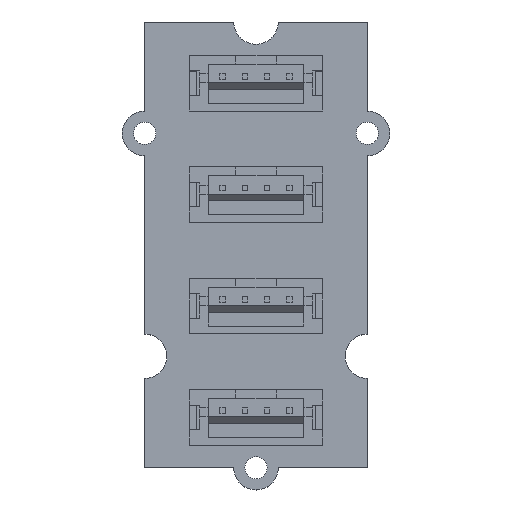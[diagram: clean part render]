
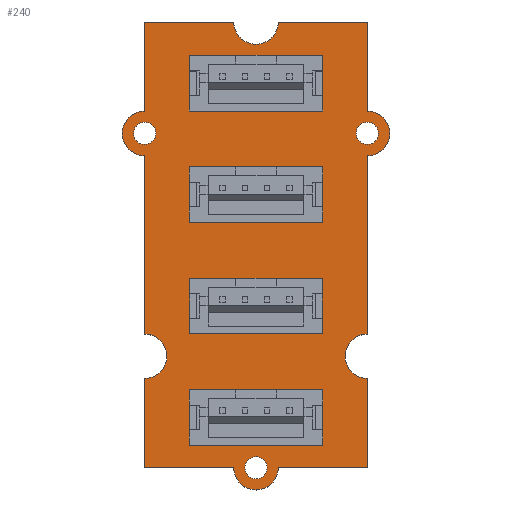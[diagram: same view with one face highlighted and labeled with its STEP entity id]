
A CAD part, top view. The second image highlights one B-rep face of the part: STEP entity #240.
In plain terms, the highlighted planar face has unit normal (0, 0, 1).
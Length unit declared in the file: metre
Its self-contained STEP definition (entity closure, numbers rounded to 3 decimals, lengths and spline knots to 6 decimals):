
#240 = ADVANCED_FACE( '', ( #525, #526, #527, #528 ), #529, .T. );
#525 = FACE_BOUND( '', #881, .T. );
#526 = FACE_BOUND( '', #882, .T. );
#527 = FACE_BOUND( '', #883, .T. );
#528 = FACE_OUTER_BOUND( '', #884, .T. );
#529 = PLANE( '', #885 );
#881 = EDGE_LOOP( '', ( #1332 ) );
#882 = EDGE_LOOP( '', ( #1333 ) );
#883 = EDGE_LOOP( '', ( #1334 ) );
#884 = EDGE_LOOP( '', ( #1335, #1336, #1337, #1338, #1339, #1340, #1341, #1342, #1343, #1344, #1345, #1346, #1347, #1348, #1349, #1350 ) );
#885 = AXIS2_PLACEMENT_3D( '', #1351, #1352, #1353 );
#1332 = ORIENTED_EDGE( '', *, *, #2236, .T. );
#1333 = ORIENTED_EDGE( '', *, *, #2237, .T. );
#1334 = ORIENTED_EDGE( '', *, *, #2238, .T. );
#1335 = ORIENTED_EDGE( '', *, *, #2239, .F. );
#1336 = ORIENTED_EDGE( '', *, *, #2196, .T. );
#1337 = ORIENTED_EDGE( '', *, *, #2240, .F. );
#1338 = ORIENTED_EDGE( '', *, *, #2241, .T. );
#1339 = ORIENTED_EDGE( '', *, *, #2242, .F. );
#1340 = ORIENTED_EDGE( '', *, *, #2139, .T. );
#1341 = ORIENTED_EDGE( '', *, *, #2243, .T. );
#1342 = ORIENTED_EDGE( '', *, *, #2244, .T. );
#1343 = ORIENTED_EDGE( '', *, *, #2245, .T. );
#1344 = ORIENTED_EDGE( '', *, *, #2246, .F. );
#1345 = ORIENTED_EDGE( '', *, *, #2247, .T. );
#1346 = ORIENTED_EDGE( '', *, *, #2248, .T. );
#1347 = ORIENTED_EDGE( '', *, *, #2249, .T. );
#1348 = ORIENTED_EDGE( '', *, *, #2250, .F. );
#1349 = ORIENTED_EDGE( '', *, *, #2251, .T. );
#1350 = ORIENTED_EDGE( '', *, *, #2134, .F. );
#1351 = CARTESIAN_POINT( '', ( 0., 0., 0.001 ) );
#1352 = DIRECTION( '', ( 0., 0., 1. ) );
#1353 = DIRECTION( '', ( 1., 0., 0. ) );
#2134 = EDGE_CURVE( '', #2514, #2516, #2517, .T. );
#2139 = EDGE_CURVE( '', #2525, #2523, #2526, .T. );
#2196 = EDGE_CURVE( '', #2626, #2627, #2628, .F. );
#2236 = EDGE_CURVE( '', #2691, #2691, #2692, .F. );
#2237 = EDGE_CURVE( '', #2693, #2693, #2694, .F. );
#2238 = EDGE_CURVE( '', #2695, #2695, #2696, .F. );
#2239 = EDGE_CURVE( '', #2626, #2514, #2697, .T. );
#2240 = EDGE_CURVE( '', #2698, #2627, #2699, .T. );
#2241 = EDGE_CURVE( '', #2698, #2700, #2701, .T. );
#2242 = EDGE_CURVE( '', #2525, #2700, #2702, .T. );
#2243 = EDGE_CURVE( '', #2523, #2703, #2704, .F. );
#2244 = EDGE_CURVE( '', #2703, #2705, #2706, .T. );
#2245 = EDGE_CURVE( '', #2705, #2707, #2708, .T. );
#2246 = EDGE_CURVE( '', #2709, #2707, #2710, .T. );
#2247 = EDGE_CURVE( '', #2709, #2711, #2712, .T. );
#2248 = EDGE_CURVE( '', #2711, #2713, #2714, .F. );
#2249 = EDGE_CURVE( '', #2713, #2715, #2716, .T. );
#2250 = EDGE_CURVE( '', #2717, #2715, #2718, .T. );
#2251 = EDGE_CURVE( '', #2717, #2516, #2719, .T. );
#2514 = VERTEX_POINT( '', #3078 );
#2516 = VERTEX_POINT( '', #3081 );
#2517 = LINE( '', #3082, #3083 );
#2523 = VERTEX_POINT( '', #3091 );
#2525 = VERTEX_POINT( '', #3094 );
#2526 = LINE( '', #3095, #3096 );
#2626 = VERTEX_POINT( '', #3232 );
#2627 = VERTEX_POINT( '', #3233 );
#2628 = CIRCLE( '', #3234, 0.002 );
#2691 = VERTEX_POINT( '', #3321 );
#2692 = CIRCLE( '', #3322, 0.001 );
#2693 = VERTEX_POINT( '', #3323 );
#2694 = CIRCLE( '', #3324, 0.001 );
#2695 = VERTEX_POINT( '', #3325 );
#2696 = CIRCLE( '', #3326, 0.001 );
#2697 = LINE( '', #3327, #3328 );
#2698 = VERTEX_POINT( '', #3329 );
#2699 = LINE( '', #3330, #3331 );
#2700 = VERTEX_POINT( '', #3332 );
#2701 = CIRCLE( '', #3333, 0.002 );
#2702 = LINE( '', #3334, #3335 );
#2703 = VERTEX_POINT( '', #3336 );
#2704 = CIRCLE( '', #3337, 0.002 );
#2705 = VERTEX_POINT( '', #3338 );
#2706 = LINE( '', #3339, #3340 );
#2707 = VERTEX_POINT( '', #3341 );
#2708 = LINE( '', #3342, #3343 );
#2709 = VERTEX_POINT( '', #3344 );
#2710 = CIRCLE( '', #3345, 0.002 );
#2711 = VERTEX_POINT( '', #3346 );
#2712 = LINE( '', #3347, #3348 );
#2713 = VERTEX_POINT( '', #3349 );
#2714 = CIRCLE( '', #3350, 0.002 );
#2715 = VERTEX_POINT( '', #3351 );
#2716 = LINE( '', #3352, #3353 );
#2717 = VERTEX_POINT( '', #3354 );
#2718 = LINE( '', #3355, #3356 );
#2719 = CIRCLE( '', #3357, 0.002 );
#3078 = CARTESIAN_POINT( '', ( 0.01, -0.02, 0.001 ) );
#3081 = CARTESIAN_POINT( '', ( 0.002, -0.02, 0.001 ) );
#3082 = CARTESIAN_POINT( '', ( 0., -0.02, 0.001 ) );
#3083 = VECTOR( '', #3884, 1. );
#3091 = CARTESIAN_POINT( '', ( 0.002, 0.02, 0.001 ) );
#3094 = CARTESIAN_POINT( '', ( 0.01, 0.02, 0.001 ) );
#3095 = CARTESIAN_POINT( '', ( 0., 0.02, 0.001 ) );
#3096 = VECTOR( '', #3888, 1. );
#3232 = CARTESIAN_POINT( '', ( 0.01, -0.012, 0.001 ) );
#3233 = CARTESIAN_POINT( '', ( 0.01, -0.008, 0.001 ) );
#3234 = AXIS2_PLACEMENT_3D( '', #3958, #3959, #3960 );
#3321 = CARTESIAN_POINT( '', ( 0.001, -0.02, 0.001 ) );
#3322 = AXIS2_PLACEMENT_3D( '', #4000, #4001, #4002 );
#3323 = CARTESIAN_POINT( '', ( 0.011, 0.01, 0.001 ) );
#3324 = AXIS2_PLACEMENT_3D( '', #4003, #4004, #4005 );
#3325 = CARTESIAN_POINT( '', ( -0.009, 0.01, 0.001 ) );
#3326 = AXIS2_PLACEMENT_3D( '', #4006, #4007, #4008 );
#3327 = CARTESIAN_POINT( '', ( 0.01, -0.003342, 0.001 ) );
#3328 = VECTOR( '', #4009, 1. );
#3329 = CARTESIAN_POINT( '', ( 0.01, 0.008, 0.001 ) );
#3330 = CARTESIAN_POINT( '', ( 0.01, -0.003342, 0.001 ) );
#3331 = VECTOR( '', #4010, 1. );
#3332 = CARTESIAN_POINT( '', ( 0.01, 0.012, 0.001 ) );
#3333 = AXIS2_PLACEMENT_3D( '', #4011, #4012, #4013 );
#3334 = CARTESIAN_POINT( '', ( 0.01, -0.003342, 0.001 ) );
#3335 = VECTOR( '', #4014, 1. );
#3336 = CARTESIAN_POINT( '', ( -0.002, 0.02, 0.001 ) );
#3337 = AXIS2_PLACEMENT_3D( '', #4015, #4016, #4017 );
#3338 = CARTESIAN_POINT( '', ( -0.01, 0.02, 0.001 ) );
#3339 = CARTESIAN_POINT( '', ( 0., 0.02, 0.001 ) );
#3340 = VECTOR( '', #4018, 1. );
#3341 = CARTESIAN_POINT( '', ( -0.01, 0.012, 0.001 ) );
#3342 = CARTESIAN_POINT( '', ( -0.01, -0.003342, 0.001 ) );
#3343 = VECTOR( '', #4019, 1. );
#3344 = CARTESIAN_POINT( '', ( -0.01, 0.008, 0.001 ) );
#3345 = AXIS2_PLACEMENT_3D( '', #4020, #4021, #4022 );
#3346 = CARTESIAN_POINT( '', ( -0.01, -0.008, 0.001 ) );
#3347 = CARTESIAN_POINT( '', ( -0.01, -0.003342, 0.001 ) );
#3348 = VECTOR( '', #4023, 1. );
#3349 = CARTESIAN_POINT( '', ( -0.01, -0.012, 0.001 ) );
#3350 = AXIS2_PLACEMENT_3D( '', #4024, #4025, #4026 );
#3351 = CARTESIAN_POINT( '', ( -0.01, -0.02, 0.001 ) );
#3352 = CARTESIAN_POINT( '', ( -0.01, -0.003342, 0.001 ) );
#3353 = VECTOR( '', #4027, 1. );
#3354 = CARTESIAN_POINT( '', ( -0.002, -0.02, 0.001 ) );
#3355 = CARTESIAN_POINT( '', ( 0., -0.02, 0.001 ) );
#3356 = VECTOR( '', #4028, 1. );
#3357 = AXIS2_PLACEMENT_3D( '', #4029, #4030, #4031 );
#3884 = DIRECTION( '', ( -1., 0., 0. ) );
#3888 = DIRECTION( '', ( -1., 0., 0. ) );
#3958 = CARTESIAN_POINT( '', ( 0.01, -0.01, 0.001 ) );
#3959 = DIRECTION( '', ( 0., 0., 1. ) );
#3960 = DIRECTION( '', ( 1., 0., 0. ) );
#4000 = CARTESIAN_POINT( '', ( 0., -0.02, 0.001 ) );
#4001 = DIRECTION( '', ( 0., 0., 1. ) );
#4002 = DIRECTION( '', ( 1., 0., 0. ) );
#4003 = CARTESIAN_POINT( '', ( 0.01, 0.01, 0.001 ) );
#4004 = DIRECTION( '', ( 0., 0., 1. ) );
#4005 = DIRECTION( '', ( 1., 0., 0. ) );
#4006 = CARTESIAN_POINT( '', ( -0.01, 0.01, 0.001 ) );
#4007 = DIRECTION( '', ( 0., 0., 1. ) );
#4008 = DIRECTION( '', ( 1., 0., 0. ) );
#4009 = DIRECTION( '', ( 0., -1., 0. ) );
#4010 = DIRECTION( '', ( 0., -1., 0. ) );
#4011 = CARTESIAN_POINT( '', ( 0.01, 0.01, 0.001 ) );
#4012 = DIRECTION( '', ( 0., 0., 1. ) );
#4013 = DIRECTION( '', ( 0., -1., 0. ) );
#4014 = DIRECTION( '', ( 0., -1., 0. ) );
#4015 = CARTESIAN_POINT( '', ( 0., 0.02, 0.001 ) );
#4016 = DIRECTION( '', ( 0., 0., 1. ) );
#4017 = DIRECTION( '', ( 1., 0., 0. ) );
#4018 = DIRECTION( '', ( -1., 0., 0. ) );
#4019 = DIRECTION( '', ( 0., -1., 0. ) );
#4020 = CARTESIAN_POINT( '', ( -0.01, 0.01, 0.001 ) );
#4021 = DIRECTION( '', ( 0., 0., -1. ) );
#4022 = DIRECTION( '', ( 0., -1., 0. ) );
#4023 = DIRECTION( '', ( 0., -1., 0. ) );
#4024 = CARTESIAN_POINT( '', ( -0.01, -0.01, 0.001 ) );
#4025 = DIRECTION( '', ( 0., 0., 1. ) );
#4026 = DIRECTION( '', ( 1., 0., 0. ) );
#4027 = DIRECTION( '', ( 0., -1., 0. ) );
#4028 = DIRECTION( '', ( -1., 0., 0. ) );
#4029 = CARTESIAN_POINT( '', ( 0., -0.02, 0.001 ) );
#4030 = DIRECTION( '', ( 0., 0., 1. ) );
#4031 = DIRECTION( '', ( -1., 0., 0. ) );
